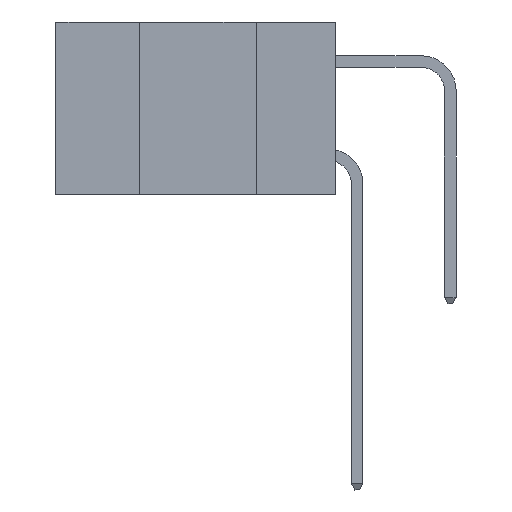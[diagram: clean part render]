
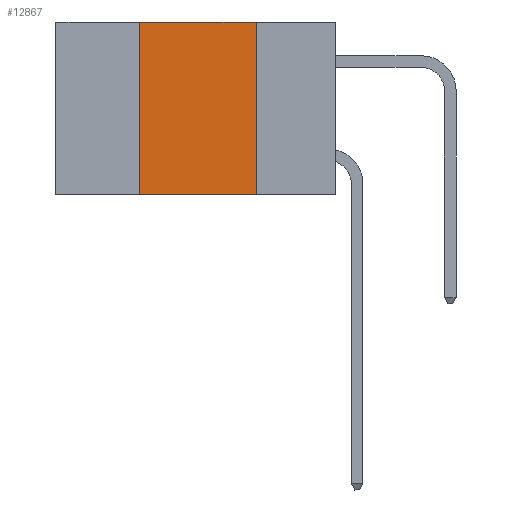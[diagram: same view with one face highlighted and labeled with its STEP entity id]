
A CAD part, left-side view. The second image highlights one B-rep face of the part: STEP entity #12867.
In plain terms, the highlighted planar face has unit normal (-1, 0, 0).
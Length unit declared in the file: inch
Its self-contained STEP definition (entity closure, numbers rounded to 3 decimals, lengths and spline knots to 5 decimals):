
#112 = LINE ( 'NONE', #3183, #4650 ) ;
#154 = CARTESIAN_POINT ( 'NONE',  ( 0., 0.42, 0. ) ) ;
#1729 = VERTEX_POINT ( 'NONE', #18142 ) ;
#3183 = CARTESIAN_POINT ( 'NONE',  ( 0., 0.6, 0. ) ) ;
#3358 = PLANE ( 'NONE',  #18521 ) ;
#4650 = VECTOR ( 'NONE', #18158, 39.37008 ) ;
#5241 = DIRECTION ( 'NONE',  ( 1., 0., 0. ) ) ;
#6349 = VERTEX_POINT ( 'NONE', #21576 ) ;
#6701 = EDGE_CURVE ( 'NONE', #13758, #6349, #21594, .T. ) ;
#7331 = VECTOR ( 'NONE', #13449, 39.37008 ) ;
#7503 = EDGE_CURVE ( 'NONE', #13758, #14840, #23862, .T. ) ;
#9998 = EDGE_CURVE ( 'NONE', #6349, #1729, #112, .T. ) ;
#10398 = DIRECTION ( 'NONE',  ( 0., 0., -1. ) ) ;
#12867 = ADVANCED_FACE ( 'NONE', ( #17125 ), #3358, .F. ) ;
#13290 = CARTESIAN_POINT ( 'NONE',  ( 0., 0.42, -0.37 ) ) ;
#13449 = DIRECTION ( 'NONE',  ( 0., 0., 1. ) ) ;
#13716 = ORIENTED_EDGE ( 'NONE', *, *, #17386, .F. ) ;
#13758 = VERTEX_POINT ( 'NONE', #13290 ) ;
#13851 = EDGE_LOOP ( 'NONE', ( #13716, #13874, #14400, #14687 ) ) ;
#13874 = ORIENTED_EDGE ( 'NONE', *, *, #9998, .F. ) ;
#14400 = ORIENTED_EDGE ( 'NONE', *, *, #6701, .F. ) ;
#14609 = CARTESIAN_POINT ( 'NONE',  ( 0., 0.6, 0. ) ) ;
#14687 = ORIENTED_EDGE ( 'NONE', *, *, #7503, .T. ) ;
#14840 = VERTEX_POINT ( 'NONE', #22039 ) ;
#17125 = FACE_OUTER_BOUND ( 'NONE', #13851, .T. ) ;
#17386 = EDGE_CURVE ( 'NONE', #1729, #14840, #17574, .T. ) ;
#17574 = LINE ( 'NONE', #23371, #21275 ) ;
#17713 = DIRECTION ( 'NONE',  ( 0., -1., 0. ) ) ;
#18142 = CARTESIAN_POINT ( 'NONE',  ( 0., 0.17, 0. ) ) ;
#18158 = DIRECTION ( 'NONE',  ( 0., -1., 0. ) ) ;
#18336 = DIRECTION ( 'NONE',  ( 0., 0., -1. ) ) ;
#18521 = AXIS2_PLACEMENT_3D ( 'NONE', #14609, #5241, #18336 ) ;
#21275 = VECTOR ( 'NONE', #10398, 39.37008 ) ;
#21285 = CARTESIAN_POINT ( 'NONE',  ( 0., 0.6, -0.37 ) ) ;
#21576 = CARTESIAN_POINT ( 'NONE',  ( 0., 0.42, 0. ) ) ;
#21594 = LINE ( 'NONE', #154, #7331 ) ;
#22039 = CARTESIAN_POINT ( 'NONE',  ( 0., 0.17, -0.37 ) ) ;
#23286 = VECTOR ( 'NONE', #17713, 39.37008 ) ;
#23371 = CARTESIAN_POINT ( 'NONE',  ( 0., 0.17, 0. ) ) ;
#23862 = LINE ( 'NONE', #21285, #23286 ) ;
